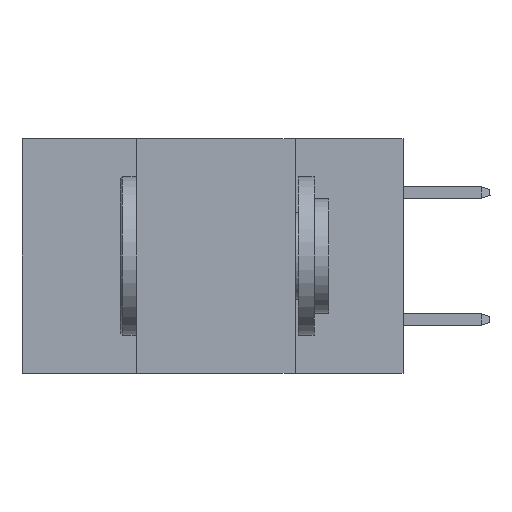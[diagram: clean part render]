
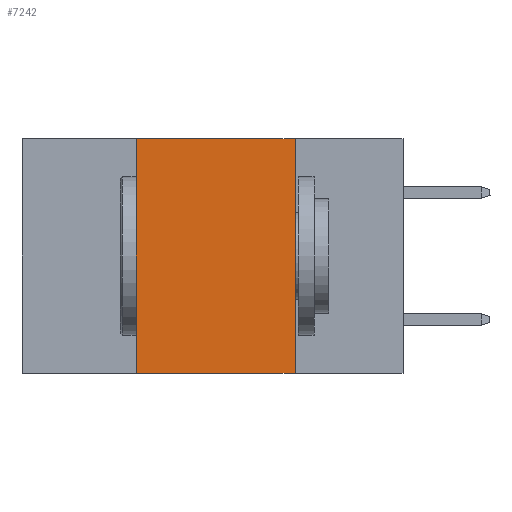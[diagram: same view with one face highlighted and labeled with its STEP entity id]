
A CAD part, left-side view. The second image highlights one B-rep face of the part: STEP entity #7242.
In plain terms, the highlighted planar face has unit normal (-1, 0, 0).
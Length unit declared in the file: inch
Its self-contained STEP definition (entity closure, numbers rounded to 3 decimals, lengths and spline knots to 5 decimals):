
#366 = DIRECTION ( 'NONE',  ( 1., 0., 0. ) ) ;
#391 = VECTOR ( 'NONE', #1337, 39.37008 ) ;
#1247 = ORIENTED_EDGE ( 'NONE', *, *, #9292, .T. ) ;
#1337 = DIRECTION ( 'NONE',  ( 0., 0., -1. ) ) ;
#2266 = AXIS2_PLACEMENT_3D ( 'NONE', #3023, #366, #3735 ) ;
#2524 = EDGE_LOOP ( 'NONE', ( #9886, #7290, #9012, #1247 ) ) ;
#2732 = EDGE_CURVE ( 'NONE', #8388, #4421, #8208, .T. ) ;
#2999 = DIRECTION ( 'NONE',  ( 0., -1., 0. ) ) ;
#3023 = CARTESIAN_POINT ( 'NONE',  ( 0., 0.6, 0. ) ) ;
#3224 = CARTESIAN_POINT ( 'NONE',  ( 0., 0.42, -0.37 ) ) ;
#3287 = EDGE_CURVE ( 'NONE', #10862, #8388, #3372, .T. ) ;
#3371 = LINE ( 'NONE', #6794, #10417 ) ;
#3372 = LINE ( 'NONE', #10037, #5248 ) ;
#3735 = DIRECTION ( 'NONE',  ( 0., 0., -1. ) ) ;
#3811 = CARTESIAN_POINT ( 'NONE',  ( 0., 0.42, 0. ) ) ;
#3820 = CARTESIAN_POINT ( 'NONE',  ( 0., 0.6, -0.37 ) ) ;
#4421 = VERTEX_POINT ( 'NONE', #10078 ) ;
#4678 = LINE ( 'NONE', #3820, #10874 ) ;
#4849 = CARTESIAN_POINT ( 'NONE',  ( 0., 0.17, 0. ) ) ;
#5248 = VECTOR ( 'NONE', #8367, 39.37008 ) ;
#5346 = VERTEX_POINT ( 'NONE', #3224 ) ;
#5602 = PLANE ( 'NONE',  #2266 ) ;
#6794 = CARTESIAN_POINT ( 'NONE',  ( 0., 0.42, 0. ) ) ;
#7242 = ADVANCED_FACE ( 'NONE', ( #9977 ), #5602, .F. ) ;
#7290 = ORIENTED_EDGE ( 'NONE', *, *, #3287, .F. ) ;
#8208 = LINE ( 'NONE', #4849, #391 ) ;
#8367 = DIRECTION ( 'NONE',  ( 0., -1., 0. ) ) ;
#8388 = VERTEX_POINT ( 'NONE', #8581 ) ;
#8581 = CARTESIAN_POINT ( 'NONE',  ( 0., 0.17, 0. ) ) ;
#9012 = ORIENTED_EDGE ( 'NONE', *, *, #11042, .F. ) ;
#9292 = EDGE_CURVE ( 'NONE', #5346, #4421, #4678, .T. ) ;
#9886 = ORIENTED_EDGE ( 'NONE', *, *, #2732, .F. ) ;
#9977 = FACE_OUTER_BOUND ( 'NONE', #2524, .T. ) ;
#10037 = CARTESIAN_POINT ( 'NONE',  ( 0., 0.6, 0. ) ) ;
#10078 = CARTESIAN_POINT ( 'NONE',  ( 0., 0.17, -0.37 ) ) ;
#10204 = DIRECTION ( 'NONE',  ( 0., 0., 1. ) ) ;
#10417 = VECTOR ( 'NONE', #10204, 39.37008 ) ;
#10862 = VERTEX_POINT ( 'NONE', #3811 ) ;
#10874 = VECTOR ( 'NONE', #2999, 39.37008 ) ;
#11042 = EDGE_CURVE ( 'NONE', #5346, #10862, #3371, .T. ) ;
